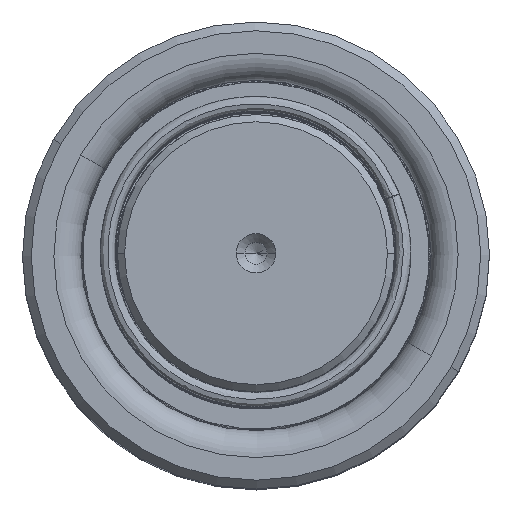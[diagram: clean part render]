
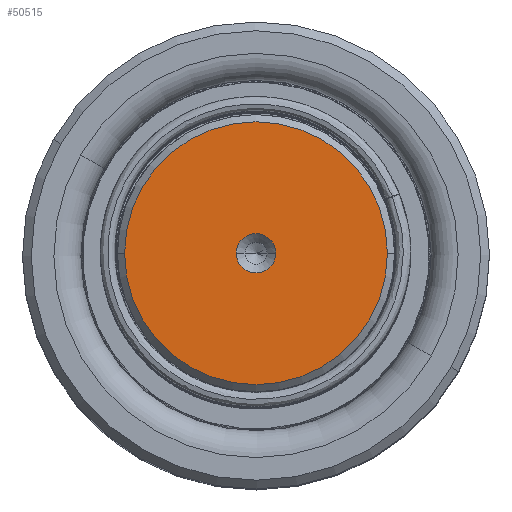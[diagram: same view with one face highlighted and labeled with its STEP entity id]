
A CAD part, top view. The second image highlights one B-rep face of the part: STEP entity #50515.
In plain terms, the highlighted planar face has unit normal (0, 0, 1).
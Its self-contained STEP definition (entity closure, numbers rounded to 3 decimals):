
#330 = FACE_OUTER_BOUND ( 'NONE', #35048, .T. ) ;
#2124 = VERTEX_POINT ( 'NONE', #36022 ) ;
#2817 = VERTEX_POINT ( 'NONE', #30952 ) ;
#4010 = PLANE ( 'NONE',  #13235 ) ;
#4071 = CARTESIAN_POINT ( 'NONE',  ( 0., 0., 260. ) ) ;
#4210 = DIRECTION ( 'NONE',  ( 0., 0., 1. ) ) ;
#7440 = CIRCLE ( 'NONE', #45245, 18.014 ) ;
#9902 = DIRECTION ( 'NONE',  ( 0., 0., 1. ) ) ;
#10791 = CIRCLE ( 'NONE', #43467, 2.7 ) ;
#12508 = DIRECTION ( 'NONE',  ( 1., 0., 0. ) ) ;
#13235 = AXIS2_PLACEMENT_3D ( 'NONE', #25399, #4210, #50758 ) ;
#14190 = DIRECTION ( 'NONE',  ( 1., 0., 0. ) ) ;
#16813 = EDGE_CURVE ( 'NONE', #2817, #25689, #22673, .T. ) ;
#22673 = CIRCLE ( 'NONE', #29336, 18.014 ) ;
#23585 = ORIENTED_EDGE ( 'NONE', *, *, #47135, .F. ) ;
#23962 = ORIENTED_EDGE ( 'NONE', *, *, #37506, .F. ) ;
#25399 = CARTESIAN_POINT ( 'NONE',  ( 0., 0., 260. ) ) ;
#25689 = VERTEX_POINT ( 'NONE', #41601 ) ;
#28836 = AXIS2_PLACEMENT_3D ( 'NONE', #55337, #50808, #30179 ) ;
#29336 = AXIS2_PLACEMENT_3D ( 'NONE', #39607, #9902, #14190 ) ;
#30156 = ORIENTED_EDGE ( 'NONE', *, *, #46186, .T. ) ;
#30179 = DIRECTION ( 'NONE',  ( 1., 0., 0. ) ) ;
#30952 = CARTESIAN_POINT ( 'NONE',  ( 18.014, 0., 260. ) ) ;
#32451 = EDGE_LOOP ( 'NONE', ( #23585, #23962 ) ) ;
#32635 = ORIENTED_EDGE ( 'NONE', *, *, #16813, .T. ) ;
#33403 = VERTEX_POINT ( 'NONE', #36654 ) ;
#35048 = EDGE_LOOP ( 'NONE', ( #30156, #32635 ) ) ;
#36022 = CARTESIAN_POINT ( 'NONE',  ( -2.7, 0., 260. ) ) ;
#36654 = CARTESIAN_POINT ( 'NONE',  ( 2.7, 0., 260. ) ) ;
#37506 = EDGE_CURVE ( 'NONE', #2124, #33403, #47461, .T. ) ;
#39607 = CARTESIAN_POINT ( 'NONE',  ( 0., 0., 260. ) ) ;
#41601 = CARTESIAN_POINT ( 'NONE',  ( -18.014, 0., 260. ) ) ;
#41872 = DIRECTION ( 'NONE',  ( 1., 0., 0. ) ) ;
#43467 = AXIS2_PLACEMENT_3D ( 'NONE', #50673, #53870, #41872 ) ;
#45245 = AXIS2_PLACEMENT_3D ( 'NONE', #4071, #47064, #12508 ) ;
#46186 = EDGE_CURVE ( 'NONE', #25689, #2817, #7440, .T. ) ;
#47064 = DIRECTION ( 'NONE',  ( 0., 0., 1. ) ) ;
#47135 = EDGE_CURVE ( 'NONE', #33403, #2124, #10791, .T. ) ;
#47461 = CIRCLE ( 'NONE', #28836, 2.7 ) ;
#50515 = ADVANCED_FACE ( 'NONE', ( #52060, #330 ), #4010, .T. ) ;
#50673 = CARTESIAN_POINT ( 'NONE',  ( 0., 0., 260. ) ) ;
#50758 = DIRECTION ( 'NONE',  ( 1., 0., 0. ) ) ;
#50808 = DIRECTION ( 'NONE',  ( 0., 0., 1. ) ) ;
#52060 = FACE_BOUND ( 'NONE', #32451, .T. ) ;
#53870 = DIRECTION ( 'NONE',  ( 0., 0., 1. ) ) ;
#55337 = CARTESIAN_POINT ( 'NONE',  ( 0., 0., 260. ) ) ;
